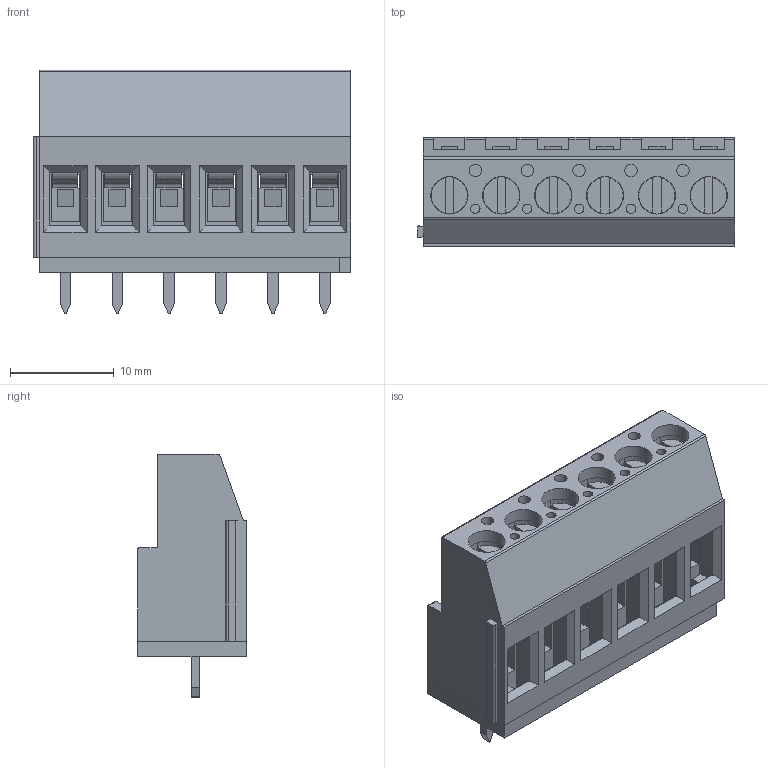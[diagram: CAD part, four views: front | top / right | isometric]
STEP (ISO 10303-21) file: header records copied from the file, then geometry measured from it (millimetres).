
FILE_DESCRIPTION(('STEP AP214'), '1');
FILE_NAME('DG129', '2019-12-15T01:19:27', ('AF'), (''), 'UNSPECIFIED', 'UNSPECIFIED', '');
FILE_SCHEMA(('AUTOMOTIVE_DESIGN { 1 0 10303 214 3 1 1}'));
Length unit declared in the file: millimetre
Assembly tree (18 placements, depth 2):
  (unnamed)
    (unnamed)  x6
    (unnamed)  x6
    (unnamed)  x6
Bounding box: 30.6 x 10.5 x 23.45 mm (x, y, z)
Volume: 3578.3 mm3; surface area: 8349.4 mm2
Topology: 20 solids, 20 shells, 889 faces, 2175 edges, 1364 vertices
Faces by surface type: plane 716, cylinder 155, cone 12, torus 6
Full cylindrical faces by diameter (mm): 0.8 x10, 0.9 x5, 1.2 x15, 2.2 x6, 2.5 x6, 3 x6, 3.6 x6
Entity records: 18769 total; most frequent: CARTESIAN_POINT 2527, ORIENTED_EDGE 2394, DIRECTION 2369, EDGE_CURVE 1197, LINE 1025, VECTOR 1025, VERTEX_POINT 798, AXIS2_PLACEMENT_3D 672
